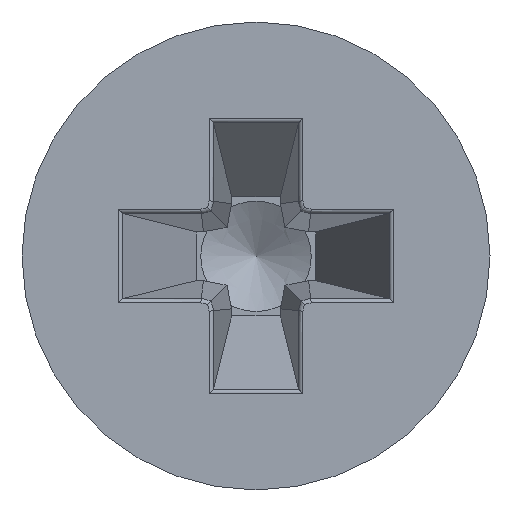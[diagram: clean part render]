
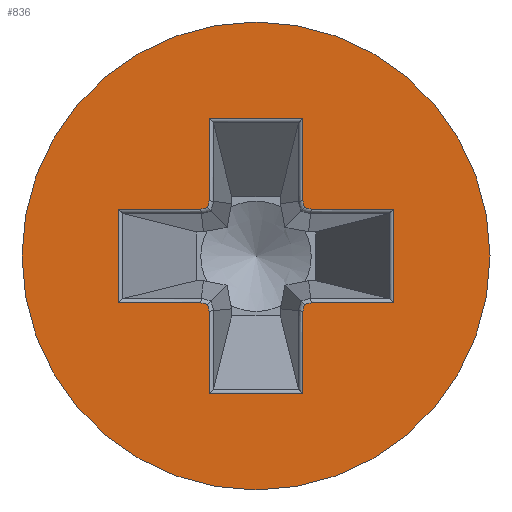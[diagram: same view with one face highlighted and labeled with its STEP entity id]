
A CAD part, top view. The second image highlights one B-rep face of the part: STEP entity #836.
In plain terms, the highlighted planar face has unit normal (0, 0, 1).
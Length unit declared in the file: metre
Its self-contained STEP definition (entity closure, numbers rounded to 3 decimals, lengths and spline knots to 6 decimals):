
#69=LINE('',#1281,#149);
#70=LINE('',#1284,#150);
#71=LINE('',#1286,#151);
#72=LINE('',#1288,#152);
#73=LINE('',#1290,#153);
#74=LINE('',#1292,#154);
#75=LINE('',#1294,#155);
#76=LINE('',#1296,#156);
#77=LINE('',#1298,#157);
#78=LINE('',#1300,#158);
#79=LINE('',#1302,#159);
#80=LINE('',#1304,#160);
#81=LINE('',#1306,#161);
#82=LINE('',#1308,#162);
#83=LINE('',#1310,#163);
#84=LINE('',#1312,#164);
#85=LINE('',#1314,#165);
#86=LINE('',#1316,#166);
#87=LINE('',#1318,#167);
#88=LINE('',#1320,#168);
#149=VECTOR('',#1018,1.);
#150=VECTOR('',#1019,1.);
#151=VECTOR('',#1020,1.);
#152=VECTOR('',#1021,1.);
#153=VECTOR('',#1022,1.);
#154=VECTOR('',#1023,1.);
#155=VECTOR('',#1024,1.);
#156=VECTOR('',#1025,1.);
#157=VECTOR('',#1026,1.);
#158=VECTOR('',#1027,1.);
#159=VECTOR('',#1028,1.);
#160=VECTOR('',#1029,1.);
#161=VECTOR('',#1030,1.);
#162=VECTOR('',#1031,1.);
#163=VECTOR('',#1032,1.);
#164=VECTOR('',#1033,1.);
#165=VECTOR('',#1034,1.);
#166=VECTOR('',#1035,1.);
#167=VECTOR('',#1036,1.);
#168=VECTOR('',#1037,1.);
#217=PLANE('',#904);
#259=ORIENTED_EDGE('',*,*,#507,.T.);
#260=ORIENTED_EDGE('',*,*,#508,.T.);
#261=ORIENTED_EDGE('',*,*,#509,.T.);
#262=ORIENTED_EDGE('',*,*,#510,.T.);
#263=ORIENTED_EDGE('',*,*,#511,.T.);
#264=ORIENTED_EDGE('',*,*,#512,.T.);
#265=ORIENTED_EDGE('',*,*,#513,.T.);
#266=ORIENTED_EDGE('',*,*,#514,.T.);
#267=ORIENTED_EDGE('',*,*,#515,.T.);
#268=ORIENTED_EDGE('',*,*,#516,.T.);
#269=ORIENTED_EDGE('',*,*,#517,.T.);
#270=ORIENTED_EDGE('',*,*,#518,.T.);
#271=ORIENTED_EDGE('',*,*,#519,.T.);
#272=ORIENTED_EDGE('',*,*,#520,.T.);
#273=ORIENTED_EDGE('',*,*,#521,.T.);
#274=ORIENTED_EDGE('',*,*,#522,.T.);
#275=ORIENTED_EDGE('',*,*,#523,.T.);
#276=ORIENTED_EDGE('',*,*,#524,.T.);
#277=ORIENTED_EDGE('',*,*,#525,.T.);
#278=ORIENTED_EDGE('',*,*,#526,.T.);
#279=ORIENTED_EDGE('',*,*,#527,.F.);
#507=EDGE_CURVE('',#631,#632,#69,.F.);
#508=EDGE_CURVE('',#632,#633,#70,.F.);
#509=EDGE_CURVE('',#633,#634,#71,.F.);
#510=EDGE_CURVE('',#634,#635,#72,.F.);
#511=EDGE_CURVE('',#635,#636,#73,.F.);
#512=EDGE_CURVE('',#636,#637,#74,.F.);
#513=EDGE_CURVE('',#637,#638,#75,.F.);
#514=EDGE_CURVE('',#638,#639,#76,.F.);
#515=EDGE_CURVE('',#639,#640,#77,.F.);
#516=EDGE_CURVE('',#640,#641,#78,.F.);
#517=EDGE_CURVE('',#641,#642,#79,.F.);
#518=EDGE_CURVE('',#642,#643,#80,.F.);
#519=EDGE_CURVE('',#643,#644,#81,.F.);
#520=EDGE_CURVE('',#644,#645,#82,.F.);
#521=EDGE_CURVE('',#645,#646,#83,.F.);
#522=EDGE_CURVE('',#646,#647,#84,.F.);
#523=EDGE_CURVE('',#647,#648,#85,.F.);
#524=EDGE_CURVE('',#648,#649,#86,.F.);
#525=EDGE_CURVE('',#649,#650,#87,.F.);
#526=EDGE_CURVE('',#650,#631,#88,.F.);
#527=EDGE_CURVE('',#651,#651,#698,.T.);
#631=VERTEX_POINT('',#1282);
#632=VERTEX_POINT('',#1283);
#633=VERTEX_POINT('',#1285);
#634=VERTEX_POINT('',#1287);
#635=VERTEX_POINT('',#1289);
#636=VERTEX_POINT('',#1291);
#637=VERTEX_POINT('',#1293);
#638=VERTEX_POINT('',#1295);
#639=VERTEX_POINT('',#1297);
#640=VERTEX_POINT('',#1299);
#641=VERTEX_POINT('',#1301);
#642=VERTEX_POINT('',#1303);
#643=VERTEX_POINT('',#1305);
#644=VERTEX_POINT('',#1307);
#645=VERTEX_POINT('',#1309);
#646=VERTEX_POINT('',#1311);
#647=VERTEX_POINT('',#1313);
#648=VERTEX_POINT('',#1315);
#649=VERTEX_POINT('',#1317);
#650=VERTEX_POINT('',#1319);
#651=VERTEX_POINT('',#1322);
#698=CIRCLE('',#905,0.002692);
#706=EDGE_LOOP('',(#259,#260,#261,#262,#263,#264,#265,#266,#267,#268,#269,
#270,#271,#272,#273,#274,#275,#276,#277,#278));
#707=EDGE_LOOP('',(#279));
#760=FACE_BOUND('',#706,.T.);
#761=FACE_BOUND('',#707,.T.);
#836=ADVANCED_FACE('',(#760,#761),#217,.F.);
#904=AXIS2_PLACEMENT_3D('',#1280,#1016,#1017);
#905=AXIS2_PLACEMENT_3D('',#1321,#1038,#1039);
#1016=DIRECTION('',(0.,0.,-1.));
#1017=DIRECTION('',(-1.,0.,0.));
#1018=DIRECTION('',(0.,-1.,0.));
#1019=DIRECTION('',(0.233,-0.973,0.));
#1020=DIRECTION('',(0.973,-0.233,0.));
#1021=DIRECTION('',(1.,0.,0.));
#1022=DIRECTION('',(0.,-1.,0.));
#1023=DIRECTION('',(-1.,0.,0.));
#1024=DIRECTION('',(-0.973,-0.233,0.));
#1025=DIRECTION('',(-0.233,-0.973,0.));
#1026=DIRECTION('',(0.,-1.,0.));
#1027=DIRECTION('',(-1.,0.,0.));
#1028=DIRECTION('',(0.,1.,0.));
#1029=DIRECTION('',(-0.233,0.973,0.));
#1030=DIRECTION('',(-0.973,0.233,0.));
#1031=DIRECTION('',(-1.,0.,0.));
#1032=DIRECTION('',(0.,1.,0.));
#1033=DIRECTION('',(1.,0.,0.));
#1034=DIRECTION('',(0.973,0.233,0.));
#1035=DIRECTION('',(0.233,0.973,0.));
#1036=DIRECTION('',(0.,1.,0.));
#1037=DIRECTION('',(1.,0.,0.));
#1038=DIRECTION('',(0.,0.,-1.));
#1039=DIRECTION('',(-1.,0.,0.));
#1280=CARTESIAN_POINT('',(-0.001346,0.,0.));
#1281=CARTESIAN_POINT('',(-0.000539,0.,0.));
#1282=CARTESIAN_POINT('',(-0.000539,-0.001581,0.));
#1283=CARTESIAN_POINT('',(-0.000539,-0.000635,0.));
#1284=CARTESIAN_POINT('',(-0.000726,0.000148,0.));
#1285=CARTESIAN_POINT('',(-0.000557,-0.000557,0.));
#1286=CARTESIAN_POINT('',(-0.00064,-0.000537,0.));
#1287=CARTESIAN_POINT('',(-0.000635,-0.000539,0.));
#1288=CARTESIAN_POINT('',(-0.001346,-0.000539,0.));
#1289=CARTESIAN_POINT('',(-0.001581,-0.000539,0.));
#1290=CARTESIAN_POINT('',(-0.001581,0.,0.));
#1291=CARTESIAN_POINT('',(-0.001581,0.000539,0.));
#1292=CARTESIAN_POINT('',(-0.00063,0.000539,0.));
#1293=CARTESIAN_POINT('',(-0.000635,0.000539,0.));
#1294=CARTESIAN_POINT('',(-0.00143,0.000349,0.));
#1295=CARTESIAN_POINT('',(-0.000557,0.000557,0.));
#1296=CARTESIAN_POINT('',(-0.000537,0.00064,0.));
#1297=CARTESIAN_POINT('',(-0.000539,0.000635,0.));
#1298=CARTESIAN_POINT('',(-0.000539,0.,0.));
#1299=CARTESIAN_POINT('',(-0.000539,0.001581,0.));
#1300=CARTESIAN_POINT('',(-0.001346,0.001581,0.));
#1301=CARTESIAN_POINT('',(0.000539,0.001581,0.));
#1302=CARTESIAN_POINT('',(0.000539,0.00063,0.));
#1303=CARTESIAN_POINT('',(0.000539,0.000635,0.));
#1304=CARTESIAN_POINT('',(0.00058,0.000461,0.));
#1305=CARTESIAN_POINT('',(0.000557,0.000557,0.));
#1306=CARTESIAN_POINT('',(0.00064,0.000537,0.));
#1307=CARTESIAN_POINT('',(0.000635,0.000539,0.));
#1308=CARTESIAN_POINT('',(0.001549,0.000539,0.));
#1309=CARTESIAN_POINT('',(0.001581,0.000539,0.));
#1310=CARTESIAN_POINT('',(0.001581,-0.000494,0.));
#1311=CARTESIAN_POINT('',(0.001581,-0.000539,0.));
#1312=CARTESIAN_POINT('',(-0.001346,-0.000539,0.));
#1313=CARTESIAN_POINT('',(0.000635,-0.000539,0.));
#1314=CARTESIAN_POINT('',(-0.001117,-0.000958,0.));
#1315=CARTESIAN_POINT('',(0.000557,-0.000557,0.));
#1316=CARTESIAN_POINT('',(0.000537,-0.00064,0.));
#1317=CARTESIAN_POINT('',(0.000539,-0.000635,0.));
#1318=CARTESIAN_POINT('',(0.000539,-0.001549,0.));
#1319=CARTESIAN_POINT('',(0.000539,-0.001581,0.));
#1320=CARTESIAN_POINT('',(-0.000494,-0.001581,0.));
#1321=CARTESIAN_POINT('',(0.,0.,0.));
#1322=CARTESIAN_POINT('',(-0.002692,0.,0.));
